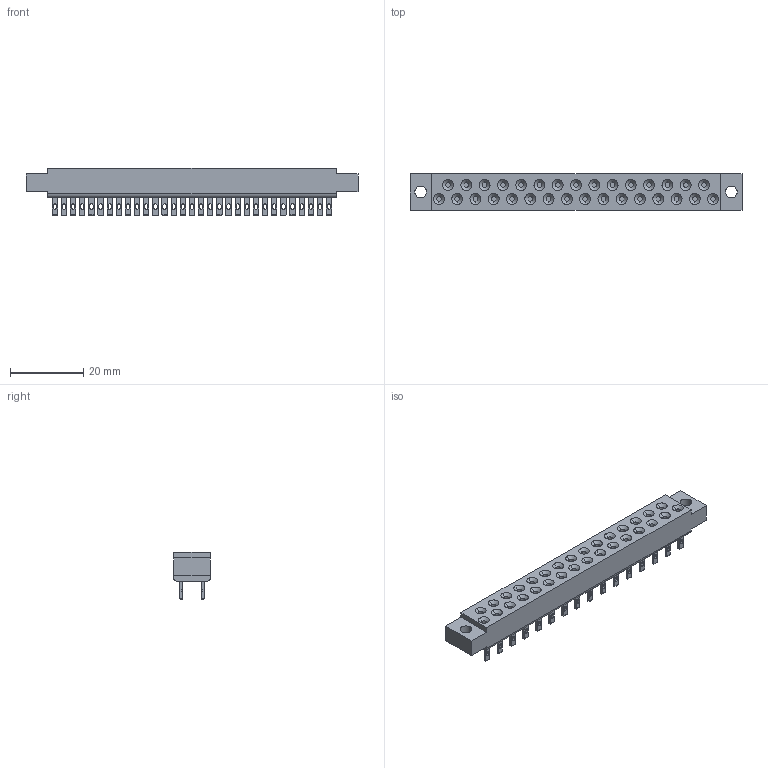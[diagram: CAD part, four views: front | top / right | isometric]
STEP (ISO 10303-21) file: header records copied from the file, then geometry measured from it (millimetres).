
FILE_DESCRIPTION((''),'2;1');
FILE_NAME('ASSMANN_A-31-S2-SILVER.stp','2013-05-07T08:45:43',(''),(''),'Mechanical Desktop 2011','Mechanical Desktop 2011',', , ');
FILE_SCHEMA(('AUTOMOTIVE_DESIGN { 1 2 10303 214 1 1 1 1 }'));
Length unit declared in the file: millimetre
Products named in the file (1): Product
Bounding box: 90.8 x 10 x 13 mm (x, y, z)
Volume: 6533.3 mm3; surface area: 4829.4 mm2
Topology: 1 solids, 1 shells, 547 faces, 1391 edges, 912 vertices
Faces by surface type: plane 262, cylinder 223, cone 62
Entity records: 19164 total; most frequent: CARTESIAN_POINT 5451, DIRECTION 2871, ORIENTED_EDGE 2774, EDGE_CURVE 1387, AXIS2_PLACEMENT_3D 994, VERTEX_POINT 904, VECTOR 883, LINE 883
